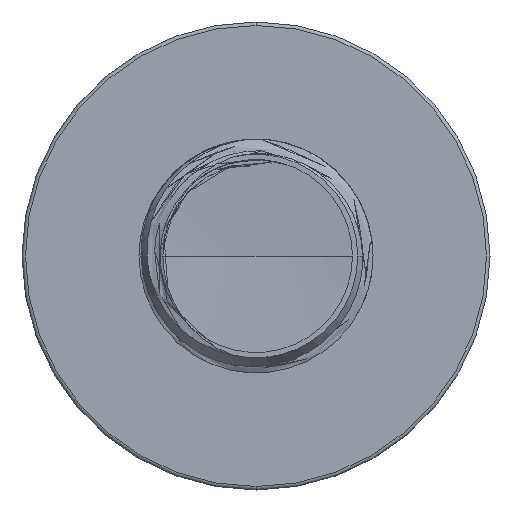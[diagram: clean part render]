
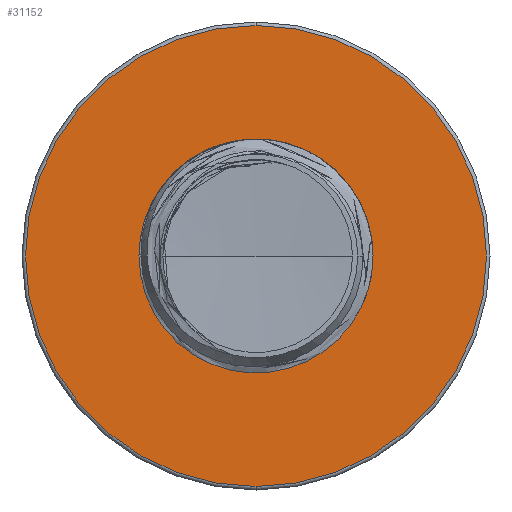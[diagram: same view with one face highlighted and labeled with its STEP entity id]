
A CAD part, front view. The second image highlights one B-rep face of the part: STEP entity #31152.
In plain terms, the highlighted planar face has unit normal (0, -1, 0).
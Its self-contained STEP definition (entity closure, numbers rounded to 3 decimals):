
#60 = EDGE_CURVE ( 'NONE', #30426, #40057, #32855, .T. ) ;
#5630 = EDGE_LOOP ( 'NONE', ( #29026, #21444 ) ) ;
#6515 = AXIS2_PLACEMENT_3D ( 'NONE', #28706, #28699, #28657 ) ;
#7413 = ORIENTED_EDGE ( 'NONE', *, *, #32048, .F. ) ;
#8341 = CIRCLE ( 'NONE', #26887, 5.91 ) ;
#8512 = VERTEX_POINT ( 'NONE', #26062 ) ;
#12555 = AXIS2_PLACEMENT_3D ( 'NONE', #24031, #23997, #23985 ) ;
#13978 = EDGE_CURVE ( 'NONE', #40057, #30426, #8341, .T. ) ;
#16981 = CIRCLE ( 'NONE', #12555, 2.923 ) ;
#17404 = AXIS2_PLACEMENT_3D ( 'NONE', #27234, #27193, #27183 ) ;
#19522 = EDGE_CURVE ( 'NONE', #8512, #39515, #32816, .T. ) ;
#20595 = ORIENTED_EDGE ( 'NONE', *, *, #19522, .F. ) ;
#21207 = FACE_BOUND ( 'NONE', #37779, .T. ) ;
#21444 = ORIENTED_EDGE ( 'NONE', *, *, #60, .T. ) ;
#21945 = DIRECTION ( 'NONE',  ( 0., 0., -1. ) ) ;
#22050 = DIRECTION ( 'NONE',  ( 0., -1., 0. ) ) ;
#22093 = CARTESIAN_POINT ( 'NONE',  ( 0., 20., 0. ) ) ;
#23985 = DIRECTION ( 'NONE',  ( 0., 0., -1. ) ) ;
#23997 = DIRECTION ( 'NONE',  ( 0., -1., 0. ) ) ;
#24031 = CARTESIAN_POINT ( 'NONE',  ( 0., 20., 0. ) ) ;
#26062 = CARTESIAN_POINT ( 'NONE',  ( 0., 20., 2.923 ) ) ;
#26887 = AXIS2_PLACEMENT_3D ( 'NONE', #22093, #22050, #21945 ) ;
#27183 = DIRECTION ( 'NONE',  ( 0., 0., -1. ) ) ;
#27193 = DIRECTION ( 'NONE',  ( 0., -1., 0. ) ) ;
#27234 = CARTESIAN_POINT ( 'NONE',  ( 0., 20., 0. ) ) ;
#28657 = DIRECTION ( 'NONE',  ( 0., 0., -1. ) ) ;
#28699 = DIRECTION ( 'NONE',  ( 0., -1., 0. ) ) ;
#28706 = CARTESIAN_POINT ( 'NONE',  ( 0., 20., 0. ) ) ;
#29026 = ORIENTED_EDGE ( 'NONE', *, *, #13978, .T. ) ;
#29450 = AXIS2_PLACEMENT_3D ( 'NONE', #32669, #30697, #30642 ) ;
#30277 = FACE_OUTER_BOUND ( 'NONE', #5630, .T. ) ;
#30426 = VERTEX_POINT ( 'NONE', #40141 ) ;
#30642 = DIRECTION ( 'NONE',  ( 0., 0., -1. ) ) ;
#30697 = DIRECTION ( 'NONE',  ( 0., -1., 0. ) ) ;
#30735 = PLANE ( 'NONE',  #29450 ) ;
#31152 = ADVANCED_FACE ( 'NONE', ( #30277, #21207 ), #30735, .T. ) ;
#32048 = EDGE_CURVE ( 'NONE', #39515, #8512, #16981, .T. ) ;
#32669 = CARTESIAN_POINT ( 'NONE',  ( 0., 20., 2.923 ) ) ;
#32816 = CIRCLE ( 'NONE', #17404, 2.923 ) ;
#32855 = CIRCLE ( 'NONE', #6515, 5.91 ) ;
#33777 = CARTESIAN_POINT ( 'NONE',  ( 0., 20., -2.923 ) ) ;
#37779 = EDGE_LOOP ( 'NONE', ( #7413, #20595 ) ) ;
#39065 = CARTESIAN_POINT ( 'NONE',  ( 0., 20., -5.91 ) ) ;
#39515 = VERTEX_POINT ( 'NONE', #33777 ) ;
#40057 = VERTEX_POINT ( 'NONE', #39065 ) ;
#40141 = CARTESIAN_POINT ( 'NONE',  ( 0., 20., 5.91 ) ) ;
